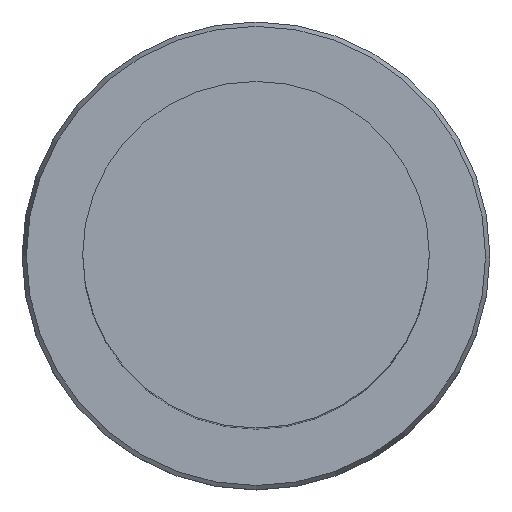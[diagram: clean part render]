
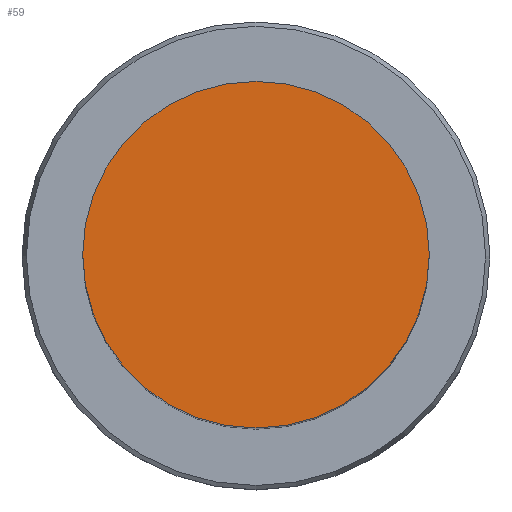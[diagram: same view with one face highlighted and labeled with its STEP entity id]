
A CAD part, top view. The second image highlights one B-rep face of the part: STEP entity #59.
In plain terms, the highlighted planar face has unit normal (0, 0, 1).
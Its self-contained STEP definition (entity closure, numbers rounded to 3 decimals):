
#56=EDGE_CURVE('240[2]',#123,#123,#124,.T.);
#59=ADVANCED_FACE('240[2]',(#127),#128,.T.);
#123=VERTEX_POINT('',#198);
#124=CIRCLE('',#199,20.);
#127=FACE_OUTER_BOUND('',#203,.T.);
#128=PLANE('',#204);
#198=CARTESIAN_POINT('',(0.,20.,155.));
#199=AXIS2_PLACEMENT_3D('',#272,#273,#274);
#203=EDGE_LOOP('',(#276));
#204=AXIS2_PLACEMENT_3D('',#277,#278,#279);
#272=CARTESIAN_POINT('',(0.,0.,155.));
#273=DIRECTION('',(0.,0.,-1.0));
#274=DIRECTION('',(0.,1.0,0.));
#276=ORIENTED_EDGE('',*,*,#56,.F.);
#277=CARTESIAN_POINT('',(0.,10.,155.));
#278=DIRECTION('',(0.,0.,1.0));
#279=DIRECTION('',(1.0,0.,0.0));
